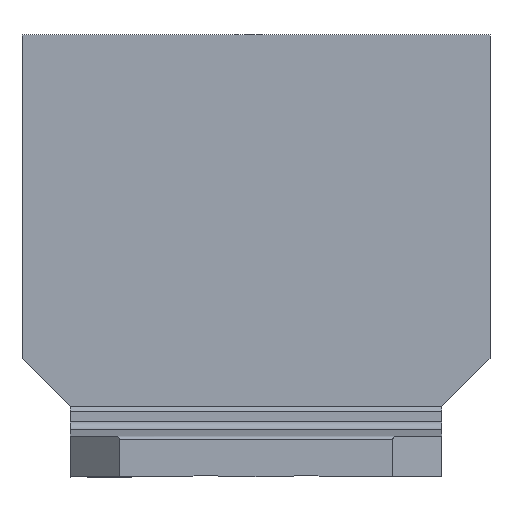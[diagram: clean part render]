
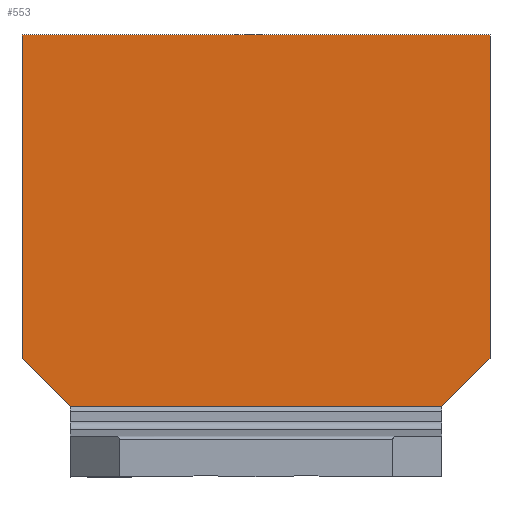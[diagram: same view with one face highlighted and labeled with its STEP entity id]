
A CAD part, front view. The second image highlights one B-rep face of the part: STEP entity #553.
In plain terms, the highlighted planar face has unit normal (0, -1, 0).
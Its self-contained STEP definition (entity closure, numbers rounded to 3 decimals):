
#553=ADVANCED_FACE('',(#1587),#1588,.T.);
#571=VERTEX_POINT('',#1607);
#709=VERTEX_POINT('',#1761);
#823=EDGE_CURVE('',#571,#709,#1894,.T.);
#1087=EDGE_CURVE('',#709,#1141,#2193,.T.);
#1101=EDGE_CURVE('',#1511,#571,#2207,.T.);
#1119=EDGE_CURVE('',#1441,#1547,#2227,.T.);
#1141=VERTEX_POINT('',#2253);
#1151=EDGE_CURVE('',#1141,#1441,#2263,.T.);
#1441=VERTEX_POINT('',#2587);
#1487=EDGE_CURVE('',#1547,#1511,#2640,.T.);
#1511=VERTEX_POINT('',#2665);
#1547=VERTEX_POINT('',#2704);
#1587=FACE_OUTER_BOUND('',#2740,.T.);
#1588=PLANE('',#2741);
#1607=CARTESIAN_POINT('',(-315.0,-50.5,595.0));
#1761=CARTESIAN_POINT('',(315.0,-50.5,595.0));
#1894=LINE('',#3159,#3160);
#2193=LINE('',#3552,#3553);
#2207=LINE('',#3572,#3573);
#2227=LINE('',#3599,#3600);
#2253=CARTESIAN_POINT('',(315.0,-50.5,160.0));
#2263=LINE('',#3650,#3651);
#2587=CARTESIAN_POINT('',(250.0,-50.5,95.));
#2640=LINE('',#4169,#4170);
#2665=CARTESIAN_POINT('',(-315.0,-50.5,160.));
#2704=CARTESIAN_POINT('',(-250.0,-50.5,95.));
#2740=EDGE_LOOP('',(#4275,#4276,#4277,#4278,#4279,#4280));
#2741=AXIS2_PLACEMENT_3D('',#4281,#4282,#4283);
#3159=CARTESIAN_POINT('',(315.0,-50.5,595.0));
#3160=VECTOR('',#4665,1.0);
#3552=CARTESIAN_POINT('',(315.0,-50.5,160.0));
#3553=VECTOR('',#5038,1.0);
#3572=CARTESIAN_POINT('',(-315.0,-50.5,595.0));
#3573=VECTOR('',#5041,1.0);
#3599=CARTESIAN_POINT('',(250.0,-50.5,95.));
#3600=VECTOR('',#5063,1.0);
#3650=CARTESIAN_POINT('',(250.0,-50.5,95.));
#3651=VECTOR('',#5106,1.0);
#4169=CARTESIAN_POINT('',(-315.0,-50.5,160.));
#4170=VECTOR('',#5535,1.0);
#4275=ORIENTED_EDGE('',*,*,#1487,.F.);
#4276=ORIENTED_EDGE('',*,*,#1119,.F.);
#4277=ORIENTED_EDGE('',*,*,#1151,.F.);
#4278=ORIENTED_EDGE('',*,*,#1087,.F.);
#4279=ORIENTED_EDGE('',*,*,#823,.F.);
#4280=ORIENTED_EDGE('',*,*,#1101,.F.);
#4281=CARTESIAN_POINT('',(0.,-50.5,354.519));
#4282=DIRECTION('',(0.0,-1.0,0.0));
#4283=DIRECTION('',(1.0,0.0,0.0));
#4665=DIRECTION('',(1.0,0.0,0.0));
#5038=DIRECTION('',(0.0,0.0,-1.0));
#5041=DIRECTION('',(0.0,0.0,1.0));
#5063=DIRECTION('',(-1.0,0.0,0.0));
#5106=DIRECTION('',(-0.707,0.0,-0.707));
#5535=DIRECTION('',(-0.707,0.0,0.707));
